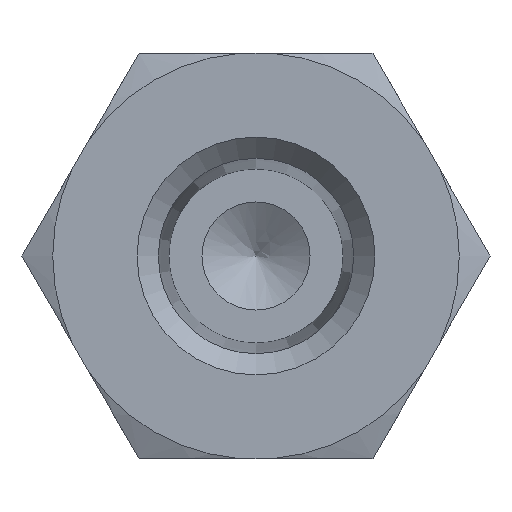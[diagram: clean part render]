
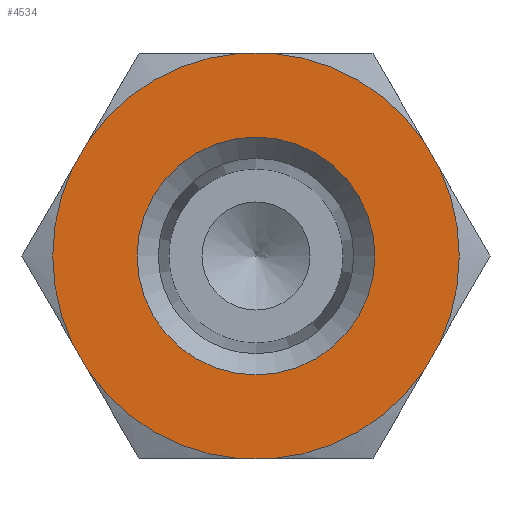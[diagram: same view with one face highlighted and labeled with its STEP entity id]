
A CAD part, left-side view. The second image highlights one B-rep face of the part: STEP entity #4534.
In plain terms, the highlighted planar face has unit normal (-1, 0, 0).
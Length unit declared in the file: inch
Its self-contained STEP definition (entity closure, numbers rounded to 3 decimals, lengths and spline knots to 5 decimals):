
#2949=CARTESIAN_POINT('',(0.0,-0.03752,0.4685));
#2950=VERTEX_POINT('',#2949);
#3020=CARTESIAN_POINT('',(0.0,0.03752,0.4685));
#3021=VERTEX_POINT('',#3020);
#3035=CARTESIAN_POINT('',(0.0,-0.03752,0.4685));
#3036=DIRECTION('',(0.0,1.0,0.0));
#3037=VECTOR('',#3036,0.07504);
#3038=LINE('',#3035,#3037);
#3039=EDGE_CURVE('',#2950,#3021,#3038,.T.);
#3643=CARTESIAN_POINT('',(0.0,0.,0.275));
#3644=VERTEX_POINT('',#3643);
#3645=CARTESIAN_POINT('',(0.0,0.,0.0));
#3646=DIRECTION('',(1.0,0.0,0.0));
#3647=DIRECTION('',(0.0,0.0,-1.0));
#3648=AXIS2_PLACEMENT_3D('',#3645,#3646,#3647);
#3649=CIRCLE('',#3648,0.275);
#3650=EDGE_CURVE('',#3644,#3644,#3649,.T.);
#3837=CARTESIAN_POINT('',(0.0,0.38697,-0.26674));
#3838=VERTEX_POINT('',#3837);
#3852=CARTESIAN_POINT('',(0.0,0.03752,-0.4685));
#3853=VERTEX_POINT('',#3852);
#3867=CARTESIAN_POINT('',(0.0,0.0,0.0));
#3868=DIRECTION('',(-1.0,0.0,0.0));
#3869=DIRECTION('',(0.0,1.0,0.0));
#3870=AXIS2_PLACEMENT_3D('',#3867,#3868,#3869);
#3871=CIRCLE('',#3870,0.47);
#3872=EDGE_CURVE('',#3838,#3853,#3871,.T.);
#3882=CARTESIAN_POINT('',(0.0,0.42449,-0.20176));
#3883=VERTEX_POINT('',#3882);
#3899=CARTESIAN_POINT('',(0.0,0.42449,0.20176));
#3900=VERTEX_POINT('',#3899);
#3901=CARTESIAN_POINT('',(0.0,0.0,0.0));
#3902=DIRECTION('',(-1.0,0.0,0.0));
#3903=DIRECTION('',(0.0,1.0,0.0));
#3904=AXIS2_PLACEMENT_3D('',#3901,#3902,#3903);
#3905=CIRCLE('',#3904,0.47);
#3906=EDGE_CURVE('',#3900,#3883,#3905,.T.);
#3929=CARTESIAN_POINT('',(0.0,0.38697,0.26674));
#3930=VERTEX_POINT('',#3929);
#3944=CARTESIAN_POINT('',(0.0,0.0,0.0));
#3945=DIRECTION('',(-1.0,0.0,0.0));
#3946=DIRECTION('',(0.0,1.0,0.0));
#3947=AXIS2_PLACEMENT_3D('',#3944,#3945,#3946);
#3948=CIRCLE('',#3947,0.47);
#3949=EDGE_CURVE('',#3021,#3930,#3948,.T.);
#3961=CARTESIAN_POINT('',(0.0,-0.38697,0.26674));
#3962=VERTEX_POINT('',#3961);
#3963=CARTESIAN_POINT('',(0.0,0.0,0.0));
#3964=DIRECTION('',(-1.0,0.0,0.0));
#3965=DIRECTION('',(0.0,1.0,0.0));
#3966=AXIS2_PLACEMENT_3D('',#3963,#3964,#3965);
#3967=CIRCLE('',#3966,0.47);
#3968=EDGE_CURVE('',#3962,#2950,#3967,.T.);
#3991=CARTESIAN_POINT('',(0.0,-0.42449,0.20176));
#3992=VERTEX_POINT('',#3991);
#4008=CARTESIAN_POINT('',(0.0,-0.42449,-0.20176));
#4009=VERTEX_POINT('',#4008);
#4010=CARTESIAN_POINT('',(0.0,0.0,0.0));
#4011=DIRECTION('',(-1.0,0.0,0.0));
#4012=DIRECTION('',(0.0,1.0,0.0));
#4013=AXIS2_PLACEMENT_3D('',#4010,#4011,#4012);
#4014=CIRCLE('',#4013,0.47);
#4015=EDGE_CURVE('',#4009,#3992,#4014,.T.);
#4038=CARTESIAN_POINT('',(0.0,-0.38697,-0.26674));
#4039=VERTEX_POINT('',#4038);
#4055=CARTESIAN_POINT('',(0.0,-0.03752,-0.4685));
#4056=VERTEX_POINT('',#4055);
#4057=CARTESIAN_POINT('',(0.0,0.0,0.0));
#4058=DIRECTION('',(-1.0,0.0,0.0));
#4059=DIRECTION('',(0.0,1.0,0.0));
#4060=AXIS2_PLACEMENT_3D('',#4057,#4058,#4059);
#4061=CIRCLE('',#4060,0.47);
#4062=EDGE_CURVE('',#4056,#4039,#4061,.T.);
#4357=CARTESIAN_POINT('',(0.0,-0.38697,-0.26674));
#4358=DIRECTION('',(0.0,-0.5,0.866));
#4359=VECTOR('',#4358,0.07504);
#4360=LINE('',#4357,#4359);
#4361=EDGE_CURVE('',#4039,#4009,#4360,.T.);
#4383=CARTESIAN_POINT('',(0.0,-0.42449,0.20176));
#4384=DIRECTION('',(0.0,0.5,0.866));
#4385=VECTOR('',#4384,0.07504);
#4386=LINE('',#4383,#4385);
#4387=EDGE_CURVE('',#3992,#3962,#4386,.T.);
#4456=CARTESIAN_POINT('',(0.0,0.38697,0.26674));
#4457=DIRECTION('',(0.0,0.5,-0.866));
#4458=VECTOR('',#4457,0.07504);
#4459=LINE('',#4456,#4458);
#4460=EDGE_CURVE('',#3930,#3900,#4459,.T.);
#4471=CARTESIAN_POINT('',(0.0,0.03752,-0.4685));
#4472=DIRECTION('',(0.0,-1.0,0.0));
#4473=VECTOR('',#4472,0.07504);
#4474=LINE('',#4471,#4473);
#4475=EDGE_CURVE('',#3853,#4056,#4474,.T.);
#4497=CARTESIAN_POINT('',(0.0,0.42449,-0.20176));
#4498=DIRECTION('',(0.0,-0.5,-0.866));
#4499=VECTOR('',#4498,0.07504);
#4500=LINE('',#4497,#4499);
#4501=EDGE_CURVE('',#3883,#3838,#4500,.T.);
#4512=CARTESIAN_POINT('',(0.0,0.,0.));
#4513=DIRECTION('',(1.0,0.0,0.0));
#4514=DIRECTION('',(0.0,0.0,-1.0));
#4515=AXIS2_PLACEMENT_3D('',#4512,#4513,#4514);
#4516=PLANE('',#4515);
#4517=ORIENTED_EDGE('',*,*,#4062,.T.);
#4518=ORIENTED_EDGE('',*,*,#4361,.T.);
#4519=ORIENTED_EDGE('',*,*,#4015,.T.);
#4520=ORIENTED_EDGE('',*,*,#4387,.T.);
#4521=ORIENTED_EDGE('',*,*,#3968,.T.);
#4522=ORIENTED_EDGE('',*,*,#3039,.T.);
#4523=ORIENTED_EDGE('',*,*,#3949,.T.);
#4524=ORIENTED_EDGE('',*,*,#4460,.T.);
#4525=ORIENTED_EDGE('',*,*,#3906,.T.);
#4526=ORIENTED_EDGE('',*,*,#4501,.T.);
#4527=ORIENTED_EDGE('',*,*,#3872,.T.);
#4528=ORIENTED_EDGE('',*,*,#4475,.T.);
#4529=EDGE_LOOP('',(#4517,#4518,#4519,#4520,#4521,#4522,#4523,#4524,#4525,#4526,#4527,#4528));
#4530=FACE_OUTER_BOUND('',#4529,.T.);
#4531=ORIENTED_EDGE('',*,*,#3650,.T.);
#4532=EDGE_LOOP('',(#4531));
#4533=FACE_BOUND('',#4532,.T.);
#4534=ADVANCED_FACE('',(#4530,#4533),#4516,.F.);
